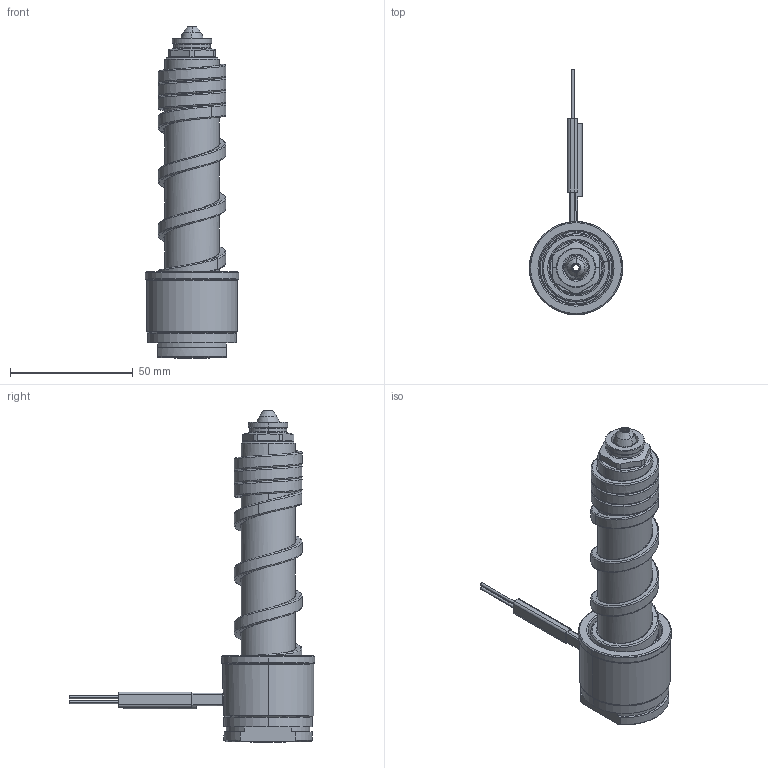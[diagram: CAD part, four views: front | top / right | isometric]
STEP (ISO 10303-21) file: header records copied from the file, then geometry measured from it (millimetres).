
FILE_DESCRIPTION((''),'2;1');
FILE_NAME('LS-136-AKM-N_ASM','2014-02-20T',('Íàòàëüÿ'),('IMID'),'PRO/ENGINEER BY PARAMETRIC TECHNOLOGY CORPORATION, 2010480','PRO/ENGINEER BY PARAMETRIC TECHNOLOGY CORPORATION, 2010480','');
FILE_SCHEMA(('CONFIG_CONTROL_DESIGN'));
Length unit declared in the file: millimetre
Products named in the file (3): LS-136-AKM; CMLS-1025_FORSUNKA; LS-136-AKM-N_ASM
Assembly tree (2 placements, depth 2):
  LS-136-AKM-N_ASM
    LS-136-AKM
    CMLS-1025_FORSUNKA
Bounding box: 38 x 100 x 135.2 mm (x, y, z)
Volume: 69387 mm3; surface area: 32506.7 mm2
Topology: 2 solids, 8 shells, 329 faces, 910 edges, 578 vertices
Faces by surface type: cylinder 117, cone 62, bspline 55, plane 51, torus 30, revolution 9, extrusion 5
Entity records: 17773 total; most frequent: CARTESIAN_POINT 9501, ORIENTED_EDGE 1780, DIRECTION 1668, EDGE_CURVE 902, AXIS2_PLACEMENT_3D 683, VERTEX_POINT 578, CIRCLE 416, EDGE_LOOP 354
